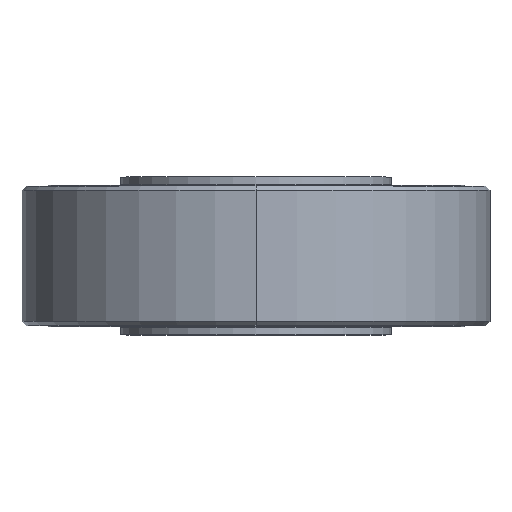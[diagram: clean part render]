
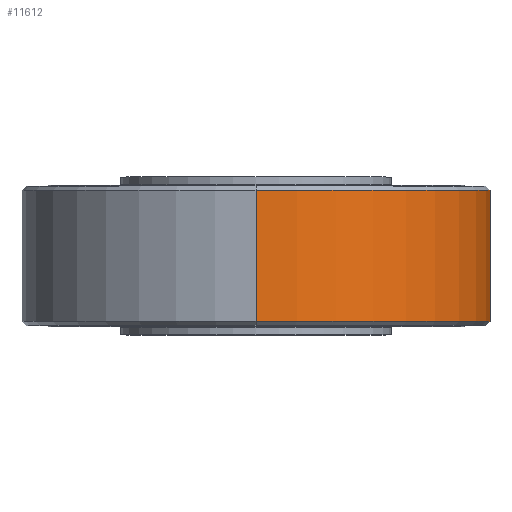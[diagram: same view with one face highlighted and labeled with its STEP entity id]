
A CAD part, top view. The second image highlights one B-rep face of the part: STEP entity #11612.
In plain terms, the highlighted cylindrical face has radius 112.5 mm (diameter 225 mm), a partial arc.
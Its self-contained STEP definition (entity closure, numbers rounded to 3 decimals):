
#42 = EDGE_CURVE ( 'NONE', #4059, #25280, #4859, .T. ) ;
#89 = CARTESIAN_POINT ( 'NONE',  ( 18.31, 67., -111. ) ) ;
#186 = CIRCLE ( 'NONE', #19588, 112.5 ) ;
#367 = CARTESIAN_POINT ( 'NONE',  ( 0., 18.4, -112.5 ) ) ;
#936 = AXIS2_PLACEMENT_3D ( 'NONE', #22501, #12818, #10881 ) ;
#1435 = CARTESIAN_POINT ( 'NONE',  ( 0., 2., 0. ) ) ;
#1936 = EDGE_CURVE ( 'NONE', #3734, #15416, #16126, .T. ) ;
#2973 = CARTESIAN_POINT ( 'NONE',  ( 18.31, 18.4, -111. ) ) ;
#3076 = CARTESIAN_POINT ( 'NONE',  ( 0., 48.6, 0. ) ) ;
#3348 = VECTOR ( 'NONE', #24299, 1000. ) ;
#3734 = VERTEX_POINT ( 'NONE', #14993 ) ;
#4059 = VERTEX_POINT ( 'NONE', #10516 ) ;
#4120 = CARTESIAN_POINT ( 'NONE',  ( 0., 48.6, -112.5 ) ) ;
#4286 = VERTEX_POINT ( 'NONE', #15133 ) ;
#4335 = DIRECTION ( 'NONE',  ( 0., 0., -1. ) ) ;
#4859 = LINE ( 'NONE', #9986, #25487 ) ;
#5153 = VERTEX_POINT ( 'NONE', #367 ) ;
#5284 = DIRECTION ( 'NONE',  ( 0., 0., 1. ) ) ;
#5456 = VECTOR ( 'NONE', #8021, 1000. ) ;
#5595 = DIRECTION ( 'NONE',  ( 0., -1., 0. ) ) ;
#5851 = EDGE_CURVE ( 'NONE', #3734, #25280, #21295, .T. ) ;
#6006 = AXIS2_PLACEMENT_3D ( 'NONE', #11853, #17874, #6138 ) ;
#6138 = DIRECTION ( 'NONE',  ( 0., 0., -1. ) ) ;
#6297 = CARTESIAN_POINT ( 'NONE',  ( 0., 67., -112.5 ) ) ;
#7832 = EDGE_CURVE ( 'NONE', #5153, #22142, #16194, .T. ) ;
#7835 = CARTESIAN_POINT ( 'NONE',  ( 0., 65., 112.5 ) ) ;
#8021 = DIRECTION ( 'NONE',  ( 0., -1., 0. ) ) ;
#9975 = ORIENTED_EDGE ( 'NONE', *, *, #10508, .T. ) ;
#9986 = CARTESIAN_POINT ( 'NONE',  ( 0., 67., -112.5 ) ) ;
#10342 = EDGE_CURVE ( 'NONE', #4059, #11619, #23374, .T. ) ;
#10508 = EDGE_CURVE ( 'NONE', #11619, #4286, #19313, .T. ) ;
#10516 = CARTESIAN_POINT ( 'NONE',  ( 0., 65., -112.5 ) ) ;
#10605 = ORIENTED_EDGE ( 'NONE', *, *, #10342, .T. ) ;
#10881 = DIRECTION ( 'NONE',  ( 0., 0., 1. ) ) ;
#10905 = DIRECTION ( 'NONE',  ( 0., -1., 0. ) ) ;
#11153 = CYLINDRICAL_SURFACE ( 'NONE', #6006, 112.5 ) ;
#11612 = ADVANCED_FACE ( 'NONE', ( #16775 ), #11153, .T. ) ;
#11619 = VERTEX_POINT ( 'NONE', #7835 ) ;
#11832 = ORIENTED_EDGE ( 'NONE', *, *, #20371, .T. ) ;
#11853 = CARTESIAN_POINT ( 'NONE',  ( 0., 67., 0. ) ) ;
#12818 = DIRECTION ( 'NONE',  ( 0., -1., 0. ) ) ;
#13121 = DIRECTION ( 'NONE',  ( 0., 1., 0. ) ) ;
#13684 = CARTESIAN_POINT ( 'NONE',  ( 0., 67., 112.5 ) ) ;
#14993 = CARTESIAN_POINT ( 'NONE',  ( 18.31, 48.6, -111. ) ) ;
#15133 = CARTESIAN_POINT ( 'NONE',  ( 0., 2., 112.5 ) ) ;
#15416 = VERTEX_POINT ( 'NONE', #2973 ) ;
#16126 = LINE ( 'NONE', #89, #5456 ) ;
#16194 = LINE ( 'NONE', #6297, #3348 ) ;
#16775 = FACE_OUTER_BOUND ( 'NONE', #20414, .T. ) ;
#17748 = ORIENTED_EDGE ( 'NONE', *, *, #5851, .T. ) ;
#17874 = DIRECTION ( 'NONE',  ( 0., -1., 0. ) ) ;
#17974 = ORIENTED_EDGE ( 'NONE', *, *, #1936, .F. ) ;
#18220 = ORIENTED_EDGE ( 'NONE', *, *, #18620, .F. ) ;
#18620 = EDGE_CURVE ( 'NONE', #15416, #5153, #186, .T. ) ;
#19313 = LINE ( 'NONE', #13684, #21474 ) ;
#19588 = AXIS2_PLACEMENT_3D ( 'NONE', #20437, #20347, #4335 ) ;
#19618 = ORIENTED_EDGE ( 'NONE', *, *, #42, .F. ) ;
#20347 = DIRECTION ( 'NONE',  ( 0., 1., 0. ) ) ;
#20371 = EDGE_CURVE ( 'NONE', #4286, #22142, #22647, .T. ) ;
#20414 = EDGE_LOOP ( 'NONE', ( #10605, #9975, #11832, #24920, #18220, #17974, #17748, #19618 ) ) ;
#20437 = CARTESIAN_POINT ( 'NONE',  ( 0., 18.4, 0. ) ) ;
#20611 = AXIS2_PLACEMENT_3D ( 'NONE', #1435, #13121, #5284 ) ;
#21081 = CARTESIAN_POINT ( 'NONE',  ( 0., 2., -112.5 ) ) ;
#21295 = CIRCLE ( 'NONE', #23991, 112.5 ) ;
#21474 = VECTOR ( 'NONE', #5595, 1000. ) ;
#22142 = VERTEX_POINT ( 'NONE', #21081 ) ;
#22501 = CARTESIAN_POINT ( 'NONE',  ( 0., 65., 0. ) ) ;
#22647 = CIRCLE ( 'NONE', #20611, 112.5 ) ;
#23374 = CIRCLE ( 'NONE', #936, 112.5 ) ;
#23991 = AXIS2_PLACEMENT_3D ( 'NONE', #3076, #25172, #25249 ) ;
#24299 = DIRECTION ( 'NONE',  ( 0., -1., 0. ) ) ;
#24920 = ORIENTED_EDGE ( 'NONE', *, *, #7832, .F. ) ;
#25172 = DIRECTION ( 'NONE',  ( 0., 1., 0. ) ) ;
#25249 = DIRECTION ( 'NONE',  ( 0., 0., 1. ) ) ;
#25280 = VERTEX_POINT ( 'NONE', #4120 ) ;
#25487 = VECTOR ( 'NONE', #10905, 1000. ) ;
